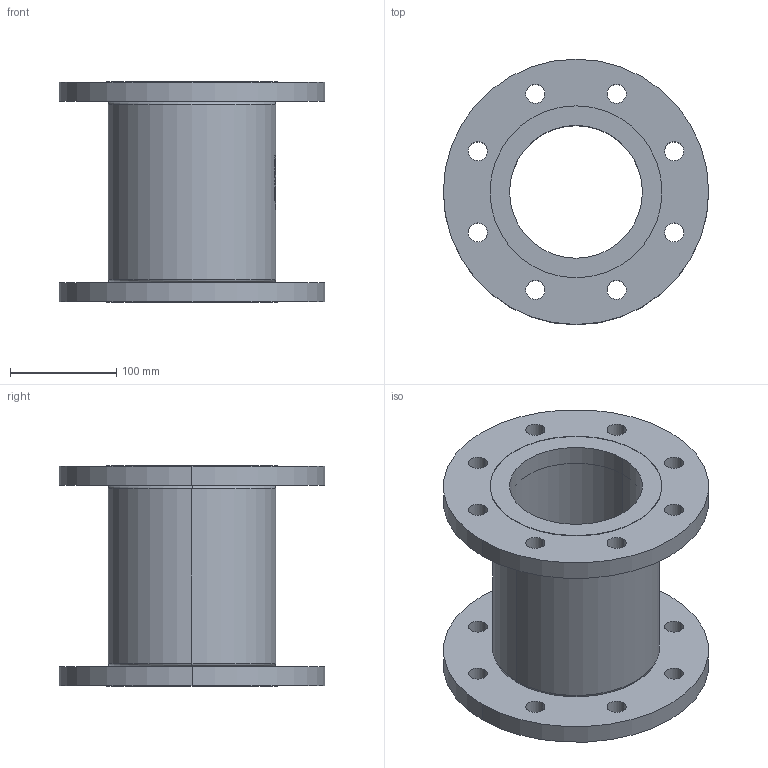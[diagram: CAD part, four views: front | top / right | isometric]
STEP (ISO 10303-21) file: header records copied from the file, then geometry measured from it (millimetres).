
FILE_DESCRIPTION (( 'STEP AP214' ), '1' );
FILE_NAME ('7150000_DN125_PN06_51422039.STEP', '2022-02-02T09:26:16', ( 'axxx' ), ( 'Hewlett-Packard Company' ), 'SwSTEP 2.0', 'SolidWorks 2019', '' );
FILE_SCHEMA (( 'AUTOMOTIVE_DESIGN' ));
Length unit declared in the file: millimetre
Products named in the file (1): 7150000_DN125_PN06_51422039
Bounding box: 250 x 250 x 208 mm (x, y, z)
Volume: 2493268.4 mm3; surface area: 363844.5 mm2
Topology: 1 solids, 1 shells, 552 faces, 1445 edges, 962 vertices
Faces by surface type: plane 251, bspline 230, cylinder 63, torus 8
Entity records: 29850 total; most frequent: CARTESIAN_POINT 17699, ORIENTED_EDGE 2890, DIRECTION 1751, EDGE_CURVE 1445, VERTEX_POINT 962, VECTOR 767, LINE 767, EDGE_LOOP 653
